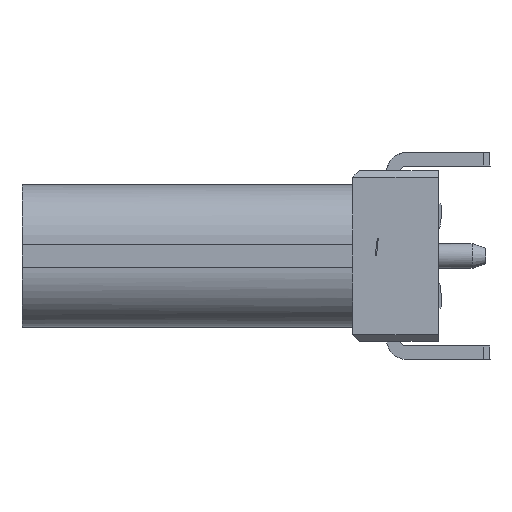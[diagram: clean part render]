
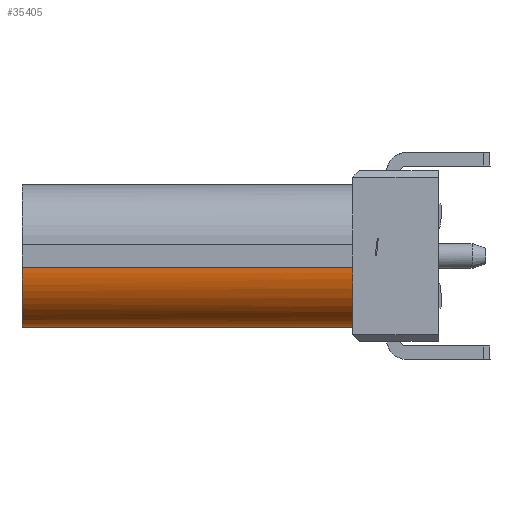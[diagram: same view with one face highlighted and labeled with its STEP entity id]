
A CAD part, left-side view. The second image highlights one B-rep face of the part: STEP entity #35405.
In plain terms, the highlighted cylindrical face has radius 1.33 mm (diameter 2.66 mm), a partial arc.
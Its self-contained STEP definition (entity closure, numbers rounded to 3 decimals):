
#369 = CARTESIAN_POINT ( 'NONE',  ( 24.862, 2.85, -19.024 ) ) ;
#472 = VERTEX_POINT ( 'NONE', #33758 ) ;
#519 = B_SPLINE_CURVE_WITH_KNOTS ( 'NONE', 3,
 ( #24036, #1562, #35450, #26650 ),
 .UNSPECIFIED., .F., .F.,
 ( 4, 4 ),
 ( 0., 1. ),
 .UNSPECIFIED. ) ;
#1562 = CARTESIAN_POINT ( 'NONE',  ( 25.264, 2.85, -19.08 ) ) ;
#1660 = VERTEX_POINT ( 'NONE', #3241 ) ;
#2430 = VERTEX_POINT ( 'NONE', #9858 ) ;
#3241 = CARTESIAN_POINT ( 'NONE',  ( 23.956, 10.2, -17.75 ) ) ;
#3551 = VECTOR ( 'NONE', #17169, 1000. ) ;
#4668 = ORIENTED_EDGE ( 'NONE', *, *, #11405, .T. ) ;
#5127 = CYLINDRICAL_SURFACE ( 'NONE', #26025, 1.33 ) ;
#5197 = LINE ( 'NONE', #25429, #3551 ) ;
#5253 = CARTESIAN_POINT ( 'NONE',  ( 24.475, 10.2, -18.82 ) ) ;
#5414 = CARTESIAN_POINT ( 'NONE',  ( 24.276, 2.85, -18.615 ) ) ;
#5610 = CARTESIAN_POINT ( 'NONE',  ( 24.195, 10.2, -18.521 ) ) ;
#5861 = DIRECTION ( 'NONE',  ( 0., 0., 1. ) ) ;
#5993 = CARTESIAN_POINT ( 'NONE',  ( 24.836, 10.2, -19.002 ) ) ;
#6422 = EDGE_LOOP ( 'NONE', ( #8044, #7301, #4668, #36284, #32009, #9041 ) ) ;
#6764 = B_SPLINE_CURVE_WITH_KNOTS ( 'NONE', 3,
 ( #25858, #11235, #34461, #30921, #10870, #5993, #8429, #22673, #5253, #16679, #5610, #25300, #11045, #22482, #33904, #17034, #14234, #8244 ),
 .UNSPECIFIED., .F., .F.,
 ( 4, 1, 1, 2, 2, 2, 1, 1, 2, 2, 4 ),
 ( 0., 0.125, 0.187, 0.219, 0.25, 0.5, 0.625, 0.687, 0.719, 0.75, 1. ),
 .UNSPECIFIED. ) ;
#7301 = ORIENTED_EDGE ( 'NONE', *, *, #9998, .T. ) ;
#7537 = EDGE_CURVE ( 'NONE', #29903, #2430, #25751, .T. ) ;
#8044 = ORIENTED_EDGE ( 'NONE', *, *, #32033, .T. ) ;
#8116 = DIRECTION ( 'NONE',  ( 0., 1., 0. ) ) ;
#8244 = CARTESIAN_POINT ( 'NONE',  ( 23.956, 10.2, -17.75 ) ) ;
#8429 = CARTESIAN_POINT ( 'NONE',  ( 24.817, 10.2, -18.995 ) ) ;
#8595 = VECTOR ( 'NONE', #31552, 1000. ) ;
#8777 = CARTESIAN_POINT ( 'NONE',  ( 24.393, 2.85, -18.752 ) ) ;
#9041 = ORIENTED_EDGE ( 'NONE', *, *, #7537, .T. ) ;
#9858 = CARTESIAN_POINT ( 'NONE',  ( 25.286, 2.85, -19.08 ) ) ;
#9998 = EDGE_CURVE ( 'NONE', #29048, #27810, #20693, .T. ) ;
#10870 = CARTESIAN_POINT ( 'NONE',  ( 24.875, 10.2, -19.015 ) ) ;
#11045 = CARTESIAN_POINT ( 'NONE',  ( 24.085, 10.2, -18.323 ) ) ;
#11235 = CARTESIAN_POINT ( 'NONE',  ( 25.201, 10.2, -19.08 ) ) ;
#11405 = EDGE_CURVE ( 'NONE', #27810, #472, #17425, .T. ) ;
#12305 = CARTESIAN_POINT ( 'NONE',  ( 25.286, 10.2, -19.08 ) ) ;
#14216 = CARTESIAN_POINT ( 'NONE',  ( 25.221, 2.85, -19.078 ) ) ;
#14234 = CARTESIAN_POINT ( 'NONE',  ( 23.956, 10.2, -17.919 ) ) ;
#16546 = CARTESIAN_POINT ( 'NONE',  ( 25.286, 2.703, -17.75 ) ) ;
#16679 = CARTESIAN_POINT ( 'NONE',  ( 24.28, 10.2, -18.626 ) ) ;
#17034 = CARTESIAN_POINT ( 'NONE',  ( 23.987, 10.2, -18.082 ) ) ;
#17169 = DIRECTION ( 'NONE',  ( 0., 1., 0. ) ) ;
#17210 = EDGE_CURVE ( 'NONE', #29903, #1660, #6764, .T. ) ;
#17307 = CARTESIAN_POINT ( 'NONE',  ( 25.286, 2.703, -19.08 ) ) ;
#17425 = B_SPLINE_CURVE_WITH_KNOTS ( 'NONE', 3,
 ( #30677, #25246, #36661, #27321 ),
 .UNSPECIFIED., .F., .F.,
 ( 4, 4 ),
 ( 0., 1. ),
 .UNSPECIFIED. ) ;
#20693 = B_SPLINE_CURVE_WITH_KNOTS ( 'NONE', 3,
 ( #14216, #34440, #369, #31818, #8777, #5414 ),
 .UNSPECIFIED., .F., .F.,
 ( 4, 2, 4 ),
 ( 0., 0.5, 1. ),
 .UNSPECIFIED. ) ;
#21004 = EDGE_CURVE ( 'NONE', #472, #1660, #5197, .T. ) ;
#22482 = CARTESIAN_POINT ( 'NONE',  ( 24.067, 10.2, -18.282 ) ) ;
#22673 = CARTESIAN_POINT ( 'NONE',  ( 24.626, 10.2, -18.919 ) ) ;
#24036 = CARTESIAN_POINT ( 'NONE',  ( 25.286, 2.85, -19.08 ) ) ;
#25246 = CARTESIAN_POINT ( 'NONE',  ( 24.071, 2.85, -18.377 ) ) ;
#25300 = CARTESIAN_POINT ( 'NONE',  ( 24.115, 10.2, -18.385 ) ) ;
#25429 = CARTESIAN_POINT ( 'NONE',  ( 23.956, 2.703, -17.75 ) ) ;
#25751 = LINE ( 'NONE', #17307, #8595 ) ;
#25858 = CARTESIAN_POINT ( 'NONE',  ( 25.286, 10.2, -19.08 ) ) ;
#26025 = AXIS2_PLACEMENT_3D ( 'NONE', #16546, #8116, #5861 ) ;
#26650 = CARTESIAN_POINT ( 'NONE',  ( 25.221, 2.85, -19.078 ) ) ;
#27321 = CARTESIAN_POINT ( 'NONE',  ( 23.956, 2.85, -17.75 ) ) ;
#27810 = VERTEX_POINT ( 'NONE', #29357 ) ;
#29048 = VERTEX_POINT ( 'NONE', #36821 ) ;
#29357 = CARTESIAN_POINT ( 'NONE',  ( 24.276, 2.85, -18.615 ) ) ;
#29903 = VERTEX_POINT ( 'NONE', #12305 ) ;
#30677 = CARTESIAN_POINT ( 'NONE',  ( 24.276, 2.85, -18.615 ) ) ;
#30790 = FACE_OUTER_BOUND ( 'NONE', #6422, .T. ) ;
#30921 = CARTESIAN_POINT ( 'NONE',  ( 24.935, 10.2, -19.034 ) ) ;
#31552 = DIRECTION ( 'NONE',  ( 0., -1., 0. ) ) ;
#31818 = CARTESIAN_POINT ( 'NONE',  ( 24.539, 2.85, -18.865 ) ) ;
#32009 = ORIENTED_EDGE ( 'NONE', *, *, #17210, .F. ) ;
#32033 = EDGE_CURVE ( 'NONE', #2430, #29048, #519, .T. ) ;
#33758 = CARTESIAN_POINT ( 'NONE',  ( 23.956, 2.85, -17.75 ) ) ;
#33904 = CARTESIAN_POINT ( 'NONE',  ( 24.057, 10.2, -18.259 ) ) ;
#34440 = CARTESIAN_POINT ( 'NONE',  ( 25.041, 2.85, -19.07 ) ) ;
#34461 = CARTESIAN_POINT ( 'NONE',  ( 25.077, 10.2, -19.068 ) ) ;
#35405 = ADVANCED_FACE ( 'NONE', ( #30790 ), #5127, .T. ) ;
#35450 = CARTESIAN_POINT ( 'NONE',  ( 25.242, 2.85, -19.079 ) ) ;
#36284 = ORIENTED_EDGE ( 'NONE', *, *, #21004, .T. ) ;
#36661 = CARTESIAN_POINT ( 'NONE',  ( 23.956, 2.85, -18.064 ) ) ;
#36821 = CARTESIAN_POINT ( 'NONE',  ( 25.221, 2.85, -19.078 ) ) ;
